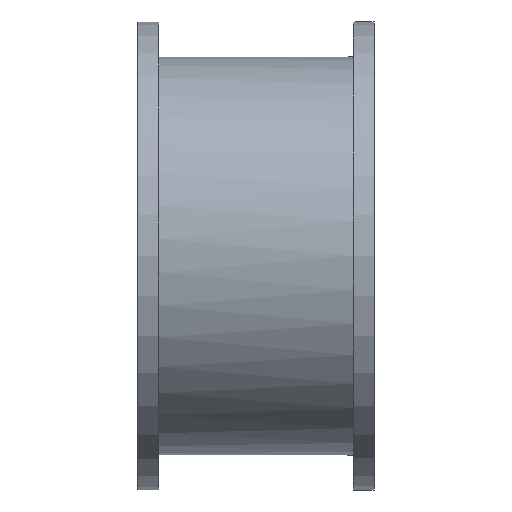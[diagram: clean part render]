
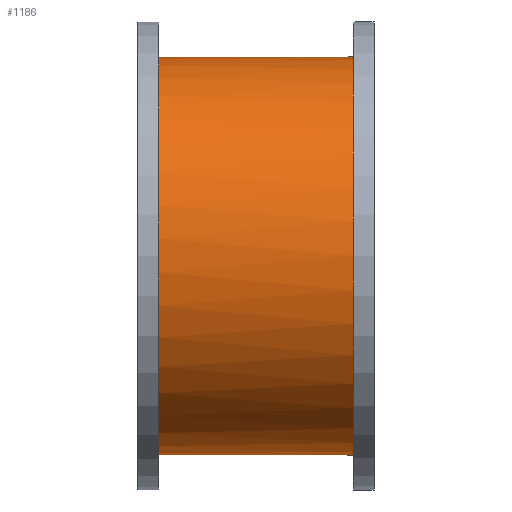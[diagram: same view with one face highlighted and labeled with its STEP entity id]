
A CAD part, top view. The second image highlights one B-rep face of the part: STEP entity #1186.
In plain terms, the highlighted cylindrical face has radius 95.25 mm (diameter 190.5 mm), a partial arc.
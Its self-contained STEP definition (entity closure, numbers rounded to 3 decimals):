
#1=CARTESIAN_POINT('',(-51.5,0.,0.));
#2=DIRECTION('',(1.,0.,0.));
#3=DIRECTION('',(0.,0.755,-0.656));
#4=AXIS2_PLACEMENT_3D('',#1,#2,#3);
#6=CARTESIAN_POINT('',(-41.5,0.,0.));
#7=DIRECTION('',(1.,0.,0.));
#8=DIRECTION('',(0.,0.643,-0.766));
#9=AXIS2_PLACEMENT_3D('',#6,#7,#8);
#11=DIRECTION('',(1.,0.,0.));
#12=VECTOR('',#11,83.);
#13=CARTESIAN_POINT('',(-41.5,61.226,-72.966));
#14=LINE('',#13,#12);
#15=CARTESIAN_POINT('',(41.5,0.,0.));
#16=DIRECTION('',(1.,0.,0.));
#17=DIRECTION('',(0.,0.643,-0.766));
#18=AXIS2_PLACEMENT_3D('',#15,#16,#17);
#20=DIRECTION('',(1.,0.,0.));
#21=VECTOR('',#20,83.);
#22=CARTESIAN_POINT('',(-41.5,-61.226,-72.966));
#23=LINE('',#22,#21);
#24=CARTESIAN_POINT('',(-41.5,0.,0.));
#25=DIRECTION('',(1.,0.,0.));
#26=DIRECTION('',(0.,-0.755,-0.656));
#27=AXIS2_PLACEMENT_3D('',#24,#25,#26);
#29=DIRECTION('',(-1.,0.,0.));
#30=VECTOR('',#29,10.);
#31=CARTESIAN_POINT('',(-41.5,-71.901,-62.473));
#32=LINE('',#31,#30);
#354=DIRECTION('',(-1.,0.,0.));
#355=VECTOR('',#354,10.);
#356=CARTESIAN_POINT('',(-41.5,71.901,-62.473));
#357=LINE('',#356,#355);
#904=CARTESIAN_POINT('',(41.5,-61.226,-72.966));
#906=VERTEX_POINT('',#904);
#908=CARTESIAN_POINT('',(41.5,61.226,-72.966));
#910=VERTEX_POINT('',#908);
#931=CARTESIAN_POINT('',(-41.5,61.226,-72.966));
#932=CARTESIAN_POINT('',(-41.5,71.901,-62.473));
#933=VERTEX_POINT('',#931);
#934=VERTEX_POINT('',#932);
#935=CARTESIAN_POINT('',(-41.5,-71.901,-62.473));
#936=CARTESIAN_POINT('',(-41.5,-61.226,-72.966));
#937=VERTEX_POINT('',#935);
#938=VERTEX_POINT('',#936);
#967=CARTESIAN_POINT('',(-51.5,71.901,-62.473));
#968=CARTESIAN_POINT('',(-51.5,-71.901,-62.473));
#969=VERTEX_POINT('',#967);
#970=VERTEX_POINT('',#968);
#1163=CARTESIAN_POINT('',(-41.5,0.,0.));
#1164=DIRECTION('',(1.,0.,0.));
#1165=DIRECTION('',(0.,-1.,0.));
#1166=AXIS2_PLACEMENT_3D('',#1163,#1164,#1165);
#1167=CYLINDRICAL_SURFACE('',#1166,95.25);
#1169=ORIENTED_EDGE('',*,*,#1168,.F.);
#1171=ORIENTED_EDGE('',*,*,#1170,.F.);
#1173=ORIENTED_EDGE('',*,*,#1172,.F.);
#1175=ORIENTED_EDGE('',*,*,#1174,.T.);
#1177=ORIENTED_EDGE('',*,*,#1176,.T.);
#1179=ORIENTED_EDGE('',*,*,#1178,.F.);
#1181=ORIENTED_EDGE('',*,*,#1180,.F.);
#1183=ORIENTED_EDGE('',*,*,#1182,.T.);
#1184=EDGE_LOOP('',(#1169,#1171,#1173,#1175,#1177,#1179,#1181,#1183));
#1185=FACE_OUTER_BOUND('',#1184,.F.);
#1186=ADVANCED_FACE('',(#1185),#1167,.T.);
#5=CIRCLE('',#4,95.25);
#10=CIRCLE('',#9,95.25);
#19=CIRCLE('',#18,95.25);
#28=CIRCLE('',#27,95.25);
#1168=EDGE_CURVE('',#969,#970,#5,.T.);
#1170=EDGE_CURVE('',#934,#969,#357,.T.);
#1172=EDGE_CURVE('',#933,#934,#10,.T.);
#1174=EDGE_CURVE('',#933,#910,#14,.T.);
#1176=EDGE_CURVE('',#910,#906,#19,.T.);
#1178=EDGE_CURVE('',#938,#906,#23,.T.);
#1180=EDGE_CURVE('',#937,#938,#28,.T.);
#1182=EDGE_CURVE('',#937,#970,#32,.T.);
